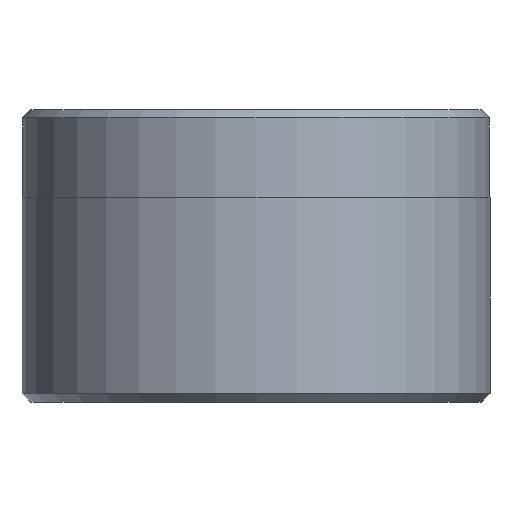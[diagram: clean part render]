
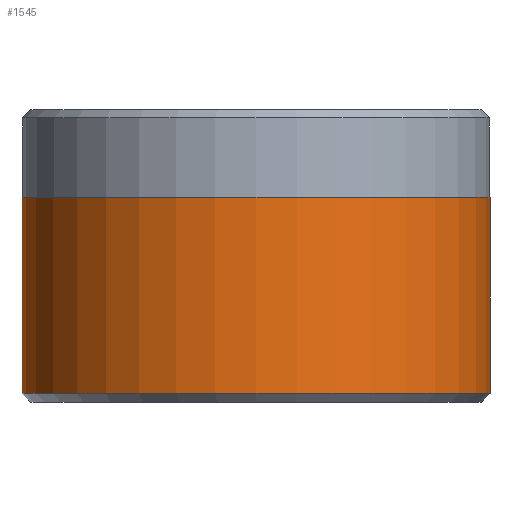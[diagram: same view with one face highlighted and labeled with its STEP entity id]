
A CAD part, front view. The second image highlights one B-rep face of the part: STEP entity #1545.
In plain terms, the highlighted cylindrical face has radius 8 mm (diameter 16 mm), a partial arc.
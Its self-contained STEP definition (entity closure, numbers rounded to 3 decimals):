
#52 = CARTESIAN_POINT ( 'NONE',  ( 0., 0., 0.3 ) ) ;
#62 = EDGE_CURVE ( 'NONE', #489, #456, #770, .T. ) ;
#63 = CYLINDRICAL_SURFACE ( 'NONE', #1502, 8. ) ;
#73 = DIRECTION ( 'NONE',  ( 1., 0., 0. ) ) ;
#79 = CARTESIAN_POINT ( 'NONE',  ( 8., 0., 10. ) ) ;
#255 = CARTESIAN_POINT ( 'NONE',  ( -8., 0., 7. ) ) ;
#327 = DIRECTION ( 'NONE',  ( 1., 0., 0. ) ) ;
#357 = ORIENTED_EDGE ( 'NONE', *, *, #1001, .F. ) ;
#407 = DIRECTION ( 'NONE',  ( -1., 0., 0. ) ) ;
#453 = VECTOR ( 'NONE', #1455, 1000. ) ;
#456 = VERTEX_POINT ( 'NONE', #1962 ) ;
#485 = CIRCLE ( 'NONE', #876, 8. ) ;
#489 = VERTEX_POINT ( 'NONE', #1078 ) ;
#514 = EDGE_LOOP ( 'NONE', ( #1612, #357, #1945, #542 ) ) ;
#540 = VECTOR ( 'NONE', #888, 1000. ) ;
#542 = ORIENTED_EDGE ( 'NONE', *, *, #1351, .T. ) ;
#568 = DIRECTION ( 'NONE',  ( 0., 0., 1. ) ) ;
#606 = DIRECTION ( 'NONE',  ( 0., 0., -1. ) ) ;
#770 = LINE ( 'NONE', #79, #453 ) ;
#876 = AXIS2_PLACEMENT_3D ( 'NONE', #1228, #568, #73 ) ;
#888 = DIRECTION ( 'NONE',  ( 0., 0., -1. ) ) ;
#1001 = EDGE_CURVE ( 'NONE', #1384, #489, #485, .T. ) ;
#1011 = FACE_OUTER_BOUND ( 'NONE', #514, .T. ) ;
#1068 = DIRECTION ( 'NONE',  ( 0., 0., 1. ) ) ;
#1078 = CARTESIAN_POINT ( 'NONE',  ( 8., 0., 7. ) ) ;
#1104 = VERTEX_POINT ( 'NONE', #1523 ) ;
#1130 = AXIS2_PLACEMENT_3D ( 'NONE', #52, #1068, #327 ) ;
#1158 = CIRCLE ( 'NONE', #1130, 8. ) ;
#1228 = CARTESIAN_POINT ( 'NONE',  ( 0., 0., 7. ) ) ;
#1351 = EDGE_CURVE ( 'NONE', #1104, #456, #1158, .T. ) ;
#1384 = VERTEX_POINT ( 'NONE', #255 ) ;
#1455 = DIRECTION ( 'NONE',  ( 0., 0., -1. ) ) ;
#1499 = EDGE_CURVE ( 'NONE', #1384, #1104, #1853, .T. ) ;
#1502 = AXIS2_PLACEMENT_3D ( 'NONE', #1717, #606, #407 ) ;
#1523 = CARTESIAN_POINT ( 'NONE',  ( -8., 0., 0.3 ) ) ;
#1528 = CARTESIAN_POINT ( 'NONE',  ( -8., 0., 10. ) ) ;
#1545 = ADVANCED_FACE ( 'NONE', ( #1011 ), #63, .T. ) ;
#1612 = ORIENTED_EDGE ( 'NONE', *, *, #62, .F. ) ;
#1717 = CARTESIAN_POINT ( 'NONE',  ( 0., 0., 10. ) ) ;
#1853 = LINE ( 'NONE', #1528, #540 ) ;
#1945 = ORIENTED_EDGE ( 'NONE', *, *, #1499, .T. ) ;
#1962 = CARTESIAN_POINT ( 'NONE',  ( 8., 0., 0.3 ) ) ;
